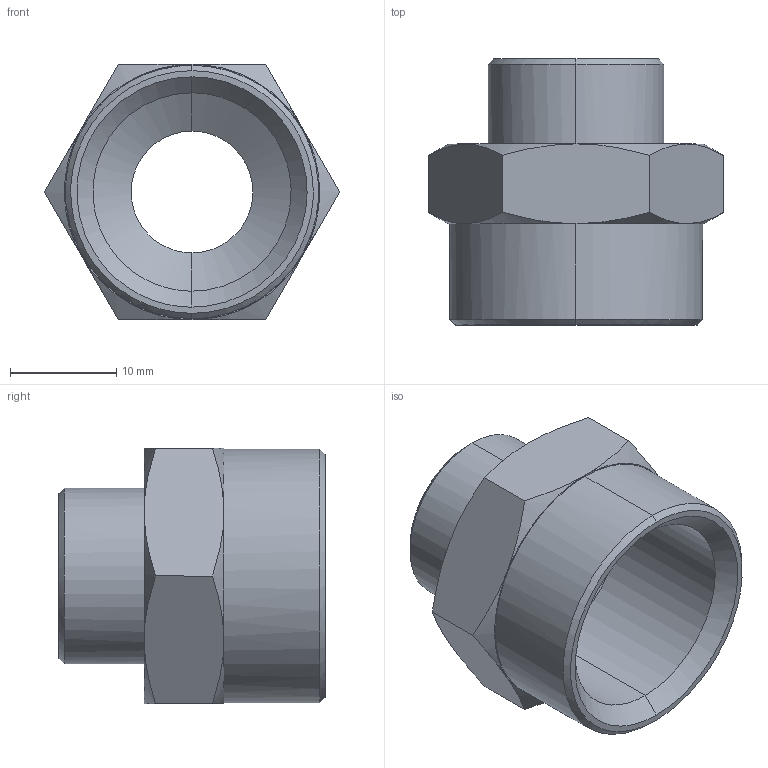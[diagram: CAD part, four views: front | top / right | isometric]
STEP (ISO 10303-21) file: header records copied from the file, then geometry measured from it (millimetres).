
FILE_DESCRIPTION (( 'STEP AP214' ), '1' );
FILE_NAME ('DRF.FF0204.STEP', '2018-09-05T07:42:56', ( '' ), ( '' ), 'SwSTEP 2.0', 'SolidWorks 2018', '' );
FILE_SCHEMA (( 'AUTOMOTIVE_DESIGN' ));
Length unit declared in the file: millimetre
Products named in the file (1): DRF.FF0204
Bounding box: 27.71 x 25 x 24 mm (x, y, z)
Volume: 4425.2 mm3; surface area: 3551.5 mm2
Topology: 1 solids, 1 shells, 40 faces, 84 edges, 48 vertices
Faces by surface type: bspline 40
Entity records: 2078 total; most frequent: CARTESIAN_POINT 1530, ORIENTED_EDGE 168, EDGE_CURVE 84, B_SPLINE_CURVE_WITH_KNOTS 69, VERTEX_POINT 48, EDGE_LOOP 44, FACE_OUTER_BOUND 40, ADVANCED_FACE 40
